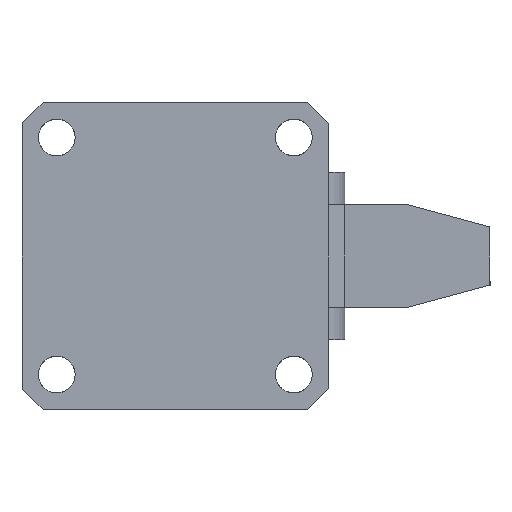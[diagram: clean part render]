
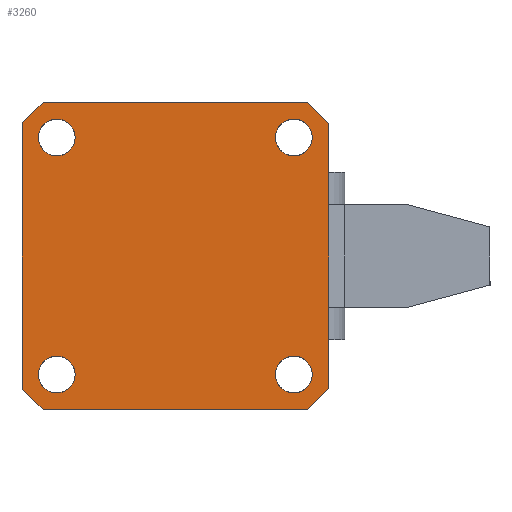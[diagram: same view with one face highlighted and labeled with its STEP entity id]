
A CAD part, front view. The second image highlights one B-rep face of the part: STEP entity #3260.
In plain terms, the highlighted planar face has unit normal (0, -1, 0).
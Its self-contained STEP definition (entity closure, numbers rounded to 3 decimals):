
#75 = CIRCLE ( 'NONE', #22759, 49.492 ) ;
#177 = DIRECTION ( 'NONE',  ( 1., 0., 0. ) ) ;
#223 = VERTEX_POINT ( 'NONE', #14536 ) ;
#556 = CIRCLE ( 'NONE', #6679, 4.5 ) ;
#791 = VERTEX_POINT ( 'NONE', #25547 ) ;
#1011 = CIRCLE ( 'NONE', #39570, 4.5 ) ;
#1237 = EDGE_LOOP ( 'NONE', ( #21689, #40256 ) ) ;
#1726 = DIRECTION ( 'NONE',  ( 0., -1., 0. ) ) ;
#1733 = DIRECTION ( 'NONE',  ( 0., 0., -1. ) ) ;
#1871 = FACE_OUTER_BOUND ( 'NONE', #6559, .T. ) ;
#2160 = DIRECTION ( 'NONE',  ( 0., 0., 1. ) ) ;
#2443 = ORIENTED_EDGE ( 'NONE', *, *, #17221, .F. ) ;
#2861 = FACE_BOUND ( 'NONE', #18313, .T. ) ;
#3213 = CARTESIAN_POINT ( 'NONE',  ( 32.299, 0., -37.5 ) ) ;
#3260 = ADVANCED_FACE ( 'NONE', ( #11616, #27882, #2861, #10576, #1871 ), #9243, .F. ) ;
#3265 = AXIS2_PLACEMENT_3D ( 'NONE', #35439, #15930, #38729 ) ;
#4003 = CARTESIAN_POINT ( 'NONE',  ( 37.495, 0., -32.305 ) ) ;
#4019 = EDGE_CURVE ( 'NONE', #6023, #25910, #37003, .T. ) ;
#5252 = CARTESIAN_POINT ( 'NONE',  ( 0., 0., 0. ) ) ;
#5258 = DIRECTION ( 'NONE',  ( 0., -1., 0. ) ) ;
#5851 = AXIS2_PLACEMENT_3D ( 'NONE', #32726, #13254, #36024 ) ;
#6023 = VERTEX_POINT ( 'NONE', #33468 ) ;
#6559 = EDGE_LOOP ( 'NONE', ( #2443, #9648, #28155, #22335, #39487, #31734, #26927, #27293 ) ) ;
#6679 = AXIS2_PLACEMENT_3D ( 'NONE', #41218, #21708, #2160 ) ;
#7087 = DIRECTION ( 'NONE',  ( 0., 0., 1. ) ) ;
#7224 = CARTESIAN_POINT ( 'NONE',  ( -37.505, 0., -32.305 ) ) ;
#7771 = CARTESIAN_POINT ( 'NONE',  ( 29., 0., -29. ) ) ;
#8532 = DIRECTION ( 'NONE',  ( 0., 0., 1. ) ) ;
#8604 = LINE ( 'NONE', #7224, #25908 ) ;
#8874 = VERTEX_POINT ( 'NONE', #19320 ) ;
#9243 = PLANE ( 'NONE',  #3265 ) ;
#9648 = ORIENTED_EDGE ( 'NONE', *, *, #14497, .F. ) ;
#9934 = CARTESIAN_POINT ( 'NONE',  ( 29., 0., -24.5 ) ) ;
#10162 = CARTESIAN_POINT ( 'NONE',  ( 29., 0., -29. ) ) ;
#10179 = EDGE_CURVE ( 'NONE', #11236, #13236, #38085, .T. ) ;
#10188 = AXIS2_PLACEMENT_3D ( 'NONE', #40797, #21278, #1733 ) ;
#10532 = CIRCLE ( 'NONE', #27103, 4.5 ) ;
#10566 = EDGE_CURVE ( 'NONE', #13222, #20882, #10532, .T. ) ;
#10576 = FACE_BOUND ( 'NONE', #16021, .T. ) ;
#10677 = DIRECTION ( 'NONE',  ( 0., -1., 0. ) ) ;
#11063 = DIRECTION ( 'NONE',  ( 0., 0., -1. ) ) ;
#11236 = VERTEX_POINT ( 'NONE', #4003 ) ;
#11616 = FACE_BOUND ( 'NONE', #32051, .T. ) ;
#12170 = LINE ( 'NONE', #37541, #20850 ) ;
#12609 = AXIS2_PLACEMENT_3D ( 'NONE', #24776, #5258, #28061 ) ;
#12815 = CARTESIAN_POINT ( 'NONE',  ( -29., 0., -24.5 ) ) ;
#13052 = DIRECTION ( 'NONE',  ( 0., 1., 0. ) ) ;
#13222 = VERTEX_POINT ( 'NONE', #15635 ) ;
#13236 = VERTEX_POINT ( 'NONE', #3213 ) ;
#13254 = DIRECTION ( 'NONE',  ( 0., 1., 0. ) ) ;
#13434 = DIRECTION ( 'NONE',  ( 0., 0., -1. ) ) ;
#14127 = AXIS2_PLACEMENT_3D ( 'NONE', #21270, #1726, #24537 ) ;
#14250 = VERTEX_POINT ( 'NONE', #25275 ) ;
#14363 = CARTESIAN_POINT ( 'NONE',  ( -29., 0., -29. ) ) ;
#14497 = EDGE_CURVE ( 'NONE', #25910, #35531, #75, .T. ) ;
#14536 = CARTESIAN_POINT ( 'NONE',  ( -29., 0., 33.5 ) ) ;
#14675 = EDGE_CURVE ( 'NONE', #20882, #13222, #556, .T. ) ;
#14680 = CARTESIAN_POINT ( 'NONE',  ( 0., 0., 0. ) ) ;
#14780 = DIRECTION ( 'NONE',  ( 0., 0., -1. ) ) ;
#15211 = CARTESIAN_POINT ( 'NONE',  ( -37.505, 0., 32.305 ) ) ;
#15588 = CIRCLE ( 'NONE', #10188, 4.5 ) ;
#15635 = CARTESIAN_POINT ( 'NONE',  ( 29., 0., 33.5 ) ) ;
#15930 = DIRECTION ( 'NONE',  ( 0., 1., 0. ) ) ;
#16021 = EDGE_LOOP ( 'NONE', ( #21784, #38464 ) ) ;
#16854 = CIRCLE ( 'NONE', #5851, 49.5 ) ;
#16972 = EDGE_CURVE ( 'NONE', #42208, #35123, #8604, .T. ) ;
#17221 = EDGE_CURVE ( 'NONE', #35531, #11236, #12170, .T. ) ;
#17635 = DIRECTION ( 'NONE',  ( 0., 0., 1. ) ) ;
#17679 = CARTESIAN_POINT ( 'NONE',  ( 32.299, 0., 37.5 ) ) ;
#17957 = DIRECTION ( 'NONE',  ( 0., 0., 1. ) ) ;
#17998 = EDGE_CURVE ( 'NONE', #25404, #42208, #30491, .T. ) ;
#18313 = EDGE_LOOP ( 'NONE', ( #25593, #34515 ) ) ;
#19009 = CARTESIAN_POINT ( 'NONE',  ( 37.495, 0., 32.305 ) ) ;
#19320 = CARTESIAN_POINT ( 'NONE',  ( -29., 0., -33.5 ) ) ;
#19404 = LINE ( 'NONE', #22760, #28075 ) ;
#19577 = EDGE_CURVE ( 'NONE', #14250, #22307, #32405, .T. ) ;
#19765 = EDGE_CURVE ( 'NONE', #223, #791, #15588, .T. ) ;
#20010 = CIRCLE ( 'NONE', #14127, 4.5 ) ;
#20850 = VECTOR ( 'NONE', #14780, 1000. ) ;
#20882 = VERTEX_POINT ( 'NONE', #36276 ) ;
#21270 = CARTESIAN_POINT ( 'NONE',  ( -29., 0., 29. ) ) ;
#21278 = DIRECTION ( 'NONE',  ( 0., -1., 0. ) ) ;
#21689 = ORIENTED_EDGE ( 'NONE', *, *, #10566, .F. ) ;
#21708 = DIRECTION ( 'NONE',  ( 0., -1., 0. ) ) ;
#21784 = ORIENTED_EDGE ( 'NONE', *, *, #25720, .F. ) ;
#21909 = AXIS2_PLACEMENT_3D ( 'NONE', #10162, #32921, #13434 ) ;
#21973 = CIRCLE ( 'NONE', #21909, 4.5 ) ;
#22307 = VERTEX_POINT ( 'NONE', #9934 ) ;
#22335 = ORIENTED_EDGE ( 'NONE', *, *, #22887, .F. ) ;
#22759 = AXIS2_PLACEMENT_3D ( 'NONE', #32535, #13052, #35833 ) ;
#22760 = CARTESIAN_POINT ( 'NONE',  ( 0., 0., -37.5 ) ) ;
#22887 = EDGE_CURVE ( 'NONE', #35123, #6023, #16854, .T. ) ;
#22983 = CARTESIAN_POINT ( 'NONE',  ( 0., 0., 37.5 ) ) ;
#24100 = AXIS2_PLACEMENT_3D ( 'NONE', #7771, #30546, #11063 ) ;
#24537 = DIRECTION ( 'NONE',  ( 0., 0., -1. ) ) ;
#24776 = CARTESIAN_POINT ( 'NONE',  ( -29., 0., -29. ) ) ;
#25275 = CARTESIAN_POINT ( 'NONE',  ( 29., 0., -33.5 ) ) ;
#25404 = VERTEX_POINT ( 'NONE', #38403 ) ;
#25547 = CARTESIAN_POINT ( 'NONE',  ( -29., 0., 24.5 ) ) ;
#25593 = ORIENTED_EDGE ( 'NONE', *, *, #32409, .F. ) ;
#25720 = EDGE_CURVE ( 'NONE', #791, #223, #20010, .T. ) ;
#25888 = DIRECTION ( 'NONE',  ( -1., 0., 0. ) ) ;
#25908 = VECTOR ( 'NONE', #7087, 1000. ) ;
#25910 = VERTEX_POINT ( 'NONE', #17679 ) ;
#26681 = CARTESIAN_POINT ( 'NONE',  ( -37.505, 0., -32.305 ) ) ;
#26784 = CIRCLE ( 'NONE', #12609, 4.5 ) ;
#26927 = ORIENTED_EDGE ( 'NONE', *, *, #33697, .F. ) ;
#27103 = AXIS2_PLACEMENT_3D ( 'NONE', #30160, #10677, #33434 ) ;
#27293 = ORIENTED_EDGE ( 'NONE', *, *, #10179, .F. ) ;
#27324 = VECTOR ( 'NONE', #177, 1000. ) ;
#27882 = FACE_BOUND ( 'NONE', #1237, .T. ) ;
#28052 = DIRECTION ( 'NONE',  ( 0., 1., 0. ) ) ;
#28061 = DIRECTION ( 'NONE',  ( 0., 0., 1. ) ) ;
#28075 = VECTOR ( 'NONE', #25888, 1000. ) ;
#28155 = ORIENTED_EDGE ( 'NONE', *, *, #4019, .F. ) ;
#28493 = EDGE_CURVE ( 'NONE', #8874, #37425, #1011, .T. ) ;
#30160 = CARTESIAN_POINT ( 'NONE',  ( 29., 0., 29. ) ) ;
#30491 = CIRCLE ( 'NONE', #35242, 49.5 ) ;
#30546 = DIRECTION ( 'NONE',  ( 0., -1., 0. ) ) ;
#31734 = ORIENTED_EDGE ( 'NONE', *, *, #17998, .F. ) ;
#32051 = EDGE_LOOP ( 'NONE', ( #33816, #37630 ) ) ;
#32237 = AXIS2_PLACEMENT_3D ( 'NONE', #5252, #28052, #8532 ) ;
#32405 = CIRCLE ( 'NONE', #24100, 4.5 ) ;
#32409 = EDGE_CURVE ( 'NONE', #37425, #8874, #26784, .T. ) ;
#32535 = CARTESIAN_POINT ( 'NONE',  ( 0., 0., 0. ) ) ;
#32726 = CARTESIAN_POINT ( 'NONE',  ( 0., 0., 0. ) ) ;
#32921 = DIRECTION ( 'NONE',  ( 0., -1., 0. ) ) ;
#33291 = EDGE_CURVE ( 'NONE', #22307, #14250, #21973, .T. ) ;
#33434 = DIRECTION ( 'NONE',  ( 0., 0., 1. ) ) ;
#33468 = CARTESIAN_POINT ( 'NONE',  ( -32.311, 0., 37.5 ) ) ;
#33697 = EDGE_CURVE ( 'NONE', #13236, #25404, #19404, .T. ) ;
#33816 = ORIENTED_EDGE ( 'NONE', *, *, #19577, .F. ) ;
#34515 = ORIENTED_EDGE ( 'NONE', *, *, #28493, .F. ) ;
#35123 = VERTEX_POINT ( 'NONE', #15211 ) ;
#35242 = AXIS2_PLACEMENT_3D ( 'NONE', #14680, #37448, #17957 ) ;
#35439 = CARTESIAN_POINT ( 'NONE',  ( 0., 0., 0. ) ) ;
#35531 = VERTEX_POINT ( 'NONE', #19009 ) ;
#35833 = DIRECTION ( 'NONE',  ( 0., 0., 1. ) ) ;
#36024 = DIRECTION ( 'NONE',  ( 0., 0., 1. ) ) ;
#36276 = CARTESIAN_POINT ( 'NONE',  ( 29., 0., 24.5 ) ) ;
#37003 = LINE ( 'NONE', #22983, #27324 ) ;
#37126 = DIRECTION ( 'NONE',  ( 0., -1., 0. ) ) ;
#37425 = VERTEX_POINT ( 'NONE', #12815 ) ;
#37448 = DIRECTION ( 'NONE',  ( 0., 1., 0. ) ) ;
#37541 = CARTESIAN_POINT ( 'NONE',  ( 37.495, 0., 0. ) ) ;
#37630 = ORIENTED_EDGE ( 'NONE', *, *, #33291, .F. ) ;
#38085 = CIRCLE ( 'NONE', #32237, 49.492 ) ;
#38403 = CARTESIAN_POINT ( 'NONE',  ( -32.311, 0., -37.5 ) ) ;
#38464 = ORIENTED_EDGE ( 'NONE', *, *, #19765, .F. ) ;
#38729 = DIRECTION ( 'NONE',  ( 0., 0., 1. ) ) ;
#39487 = ORIENTED_EDGE ( 'NONE', *, *, #16972, .F. ) ;
#39570 = AXIS2_PLACEMENT_3D ( 'NONE', #14363, #37126, #17635 ) ;
#40256 = ORIENTED_EDGE ( 'NONE', *, *, #14675, .F. ) ;
#40797 = CARTESIAN_POINT ( 'NONE',  ( -29., 0., 29. ) ) ;
#41218 = CARTESIAN_POINT ( 'NONE',  ( 29., 0., 29. ) ) ;
#42208 = VERTEX_POINT ( 'NONE', #26681 ) ;
